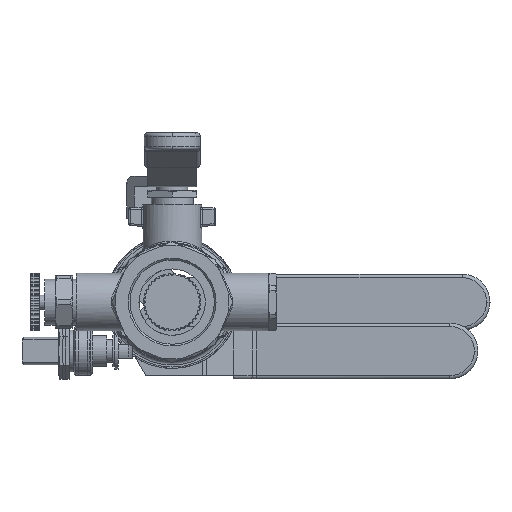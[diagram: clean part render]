
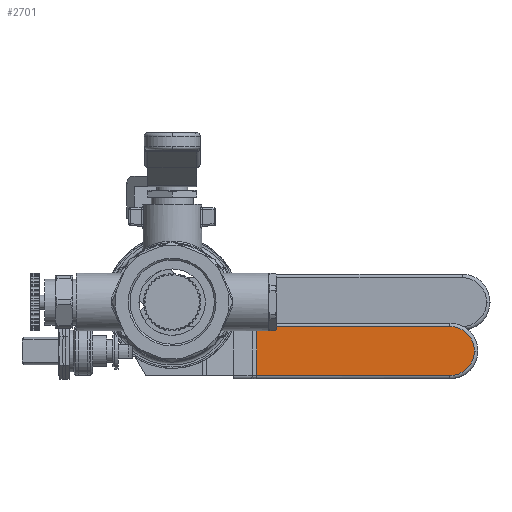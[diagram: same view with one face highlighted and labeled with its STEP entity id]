
A CAD part, front view. The second image highlights one B-rep face of the part: STEP entity #2701.
In plain terms, the highlighted planar face has unit normal (0, -1, 0).
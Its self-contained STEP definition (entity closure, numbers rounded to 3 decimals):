
#2701 = ADVANCED_FACE( '', ( #5566 ), #5567, .T. );
#5566 = FACE_OUTER_BOUND( '', #15287, .T. );
#5567 = PLANE( '', #15288 );
#15287 = EDGE_LOOP( '', ( #22956, #22957, #22958, #22959, #22960 ) );
#15288 = AXIS2_PLACEMENT_3D( '', #22961, #22962, #22963 );
#22956 = ORIENTED_EDGE( '', *, *, #26342, .F. );
#22957 = ORIENTED_EDGE( '', *, *, #26163, .F. );
#22958 = ORIENTED_EDGE( '', *, *, #25596, .T. );
#22959 = ORIENTED_EDGE( '', *, *, #23331, .T. );
#22960 = ORIENTED_EDGE( '', *, *, #24279, .T. );
#22961 = CARTESIAN_POINT( '', ( 87.5, 39.5, -14. ) );
#22962 = DIRECTION( '', ( 0., -1., 0. ) );
#22963 = DIRECTION( '', ( -1., 0., 0. ) );
#23331 = EDGE_CURVE( '', #26510, #26514, #26516, .T. );
#24279 = EDGE_CURVE( '', #26514, #28139, #28141, .T. );
#25596 = EDGE_CURVE( '', #30066, #26510, #30067, .T. );
#26163 = EDGE_CURVE( '', #30066, #30761, #30762, .T. );
#26342 = EDGE_CURVE( '', #30761, #28139, #30956, .T. );
#26510 = VERTEX_POINT( '', #31456 );
#26514 = VERTEX_POINT( '', #31461 );
#26516 = LINE( '', #31463, #31464 );
#28139 = VERTEX_POINT( '', #36288 );
#28141 = LINE( '', #36295, #36296 );
#30066 = VERTEX_POINT( '', #41721 );
#30067 = LINE( '', #41722, #41723 );
#30761 = VERTEX_POINT( '', #43783 );
#30762 = CIRCLE( '', #43784, 7. );
#30956 = CIRCLE( '', #44465, 7. );
#31456 = CARTESIAN_POINT( '', ( 24.207, 39.5, -7. ) );
#31461 = CARTESIAN_POINT( '', ( 24.207, 39.5, -21. ) );
#31463 = CARTESIAN_POINT( '', ( 24.207, 39.5, -14. ) );
#31464 = VECTOR( '', #44576, 1000. );
#36288 = CARTESIAN_POINT( '', ( 79.5, 39.5, -21. ) );
#36295 = CARTESIAN_POINT( '', ( 51.853, 39.5, -21. ) );
#36296 = VECTOR( '', #45284, 1000. );
#41721 = CARTESIAN_POINT( '', ( 79.5, 39.5, -7. ) );
#41722 = CARTESIAN_POINT( '', ( 51.854, 39.5, -7. ) );
#41723 = VECTOR( '', #46326, 1000. );
#43783 = CARTESIAN_POINT( '', ( 86.5, 39.5, -14. ) );
#43784 = AXIS2_PLACEMENT_3D( '', #46692, #46693, #46694 );
#44465 = AXIS2_PLACEMENT_3D( '', #46733, #46734, #46735 );
#44576 = DIRECTION( '', ( 0., 0., -1. ) );
#45284 = DIRECTION( '', ( 1., 0., 0. ) );
#46326 = DIRECTION( '', ( -1., 0., 0. ) );
#46692 = CARTESIAN_POINT( '', ( 79.5, 39.5, -14. ) );
#46693 = DIRECTION( '', ( 0., 1., 0. ) );
#46694 = DIRECTION( '', ( 0., 0., 1. ) );
#46733 = CARTESIAN_POINT( '', ( 79.5, 39.5, -14. ) );
#46734 = DIRECTION( '', ( 0., 1., 0. ) );
#46735 = DIRECTION( '', ( 1., 0., 0. ) );
